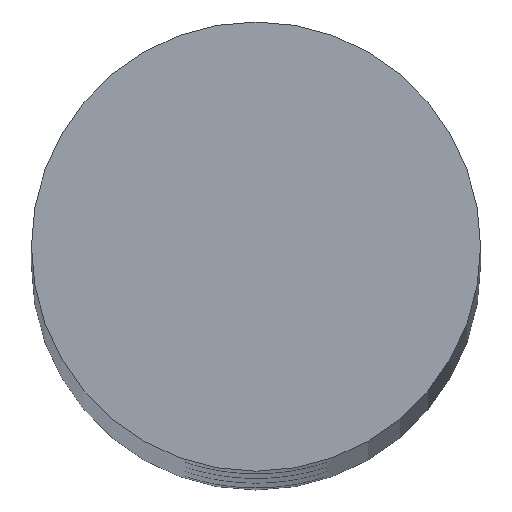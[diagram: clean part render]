
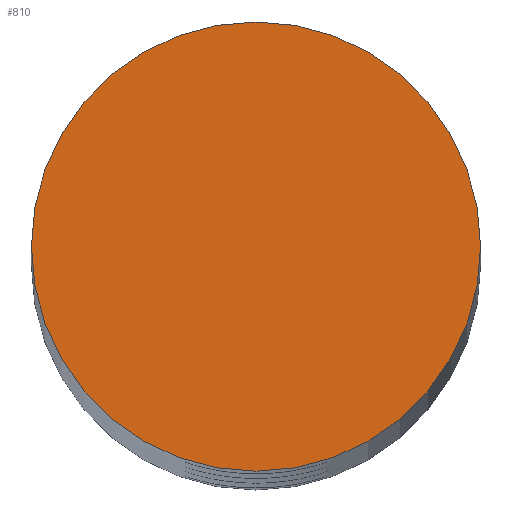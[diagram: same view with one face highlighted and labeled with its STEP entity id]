
A CAD part, top view. The second image highlights one B-rep face of the part: STEP entity #810.
In plain terms, the highlighted planar face has unit normal (0, 0, 1).
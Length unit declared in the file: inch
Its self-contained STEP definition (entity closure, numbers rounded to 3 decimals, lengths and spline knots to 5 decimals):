
#110 = VERTEX_POINT ( 'NONE', #828 ) ;
#121 = PLANE ( 'NONE',  #175 ) ;
#150 = AXIS2_PLACEMENT_3D ( 'NONE', #845, #1105, #489 ) ;
#175 = AXIS2_PLACEMENT_3D ( 'NONE', #456, #767, #983 ) ;
#230 = DIRECTION ( 'NONE',  ( 0., 0., 1. ) ) ;
#236 = DIRECTION ( 'NONE',  ( 1., 0., 0. ) ) ;
#276 = EDGE_LOOP ( 'NONE', ( #868, #405 ) ) ;
#405 = ORIENTED_EDGE ( 'NONE', *, *, #630, .T. ) ;
#456 = CARTESIAN_POINT ( 'NONE',  ( 0., 1.75, 0. ) ) ;
#489 = DIRECTION ( 'NONE',  ( 1., 0., 0. ) ) ;
#548 = CIRCLE ( 'NONE', #150, 0.5 ) ;
#630 = EDGE_CURVE ( 'NONE', #696, #110, #548, .T. ) ;
#634 = CARTESIAN_POINT ( 'NONE',  ( -0.5, 1.75, 0. ) ) ;
#682 = CARTESIAN_POINT ( 'NONE',  ( 0., 1.75, 0. ) ) ;
#696 = VERTEX_POINT ( 'NONE', #634 ) ;
#767 = DIRECTION ( 'NONE',  ( 0., 0., 1. ) ) ;
#810 = ADVANCED_FACE ( 'NONE', ( #1289 ), #121, .T. ) ;
#828 = CARTESIAN_POINT ( 'NONE',  ( 0.5, 1.75, 0. ) ) ;
#845 = CARTESIAN_POINT ( 'NONE',  ( 0., 1.75, 0. ) ) ;
#868 = ORIENTED_EDGE ( 'NONE', *, *, #926, .T. ) ;
#925 = CIRCLE ( 'NONE', #1097, 0.5 ) ;
#926 = EDGE_CURVE ( 'NONE', #110, #696, #925, .T. ) ;
#983 = DIRECTION ( 'NONE',  ( 1., 0., 0. ) ) ;
#1097 = AXIS2_PLACEMENT_3D ( 'NONE', #682, #230, #236 ) ;
#1105 = DIRECTION ( 'NONE',  ( 0., 0., 1. ) ) ;
#1289 = FACE_OUTER_BOUND ( 'NONE', #276, .T. ) ;
